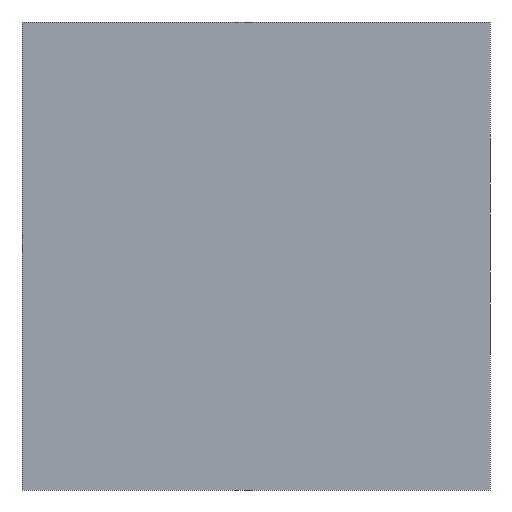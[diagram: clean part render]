
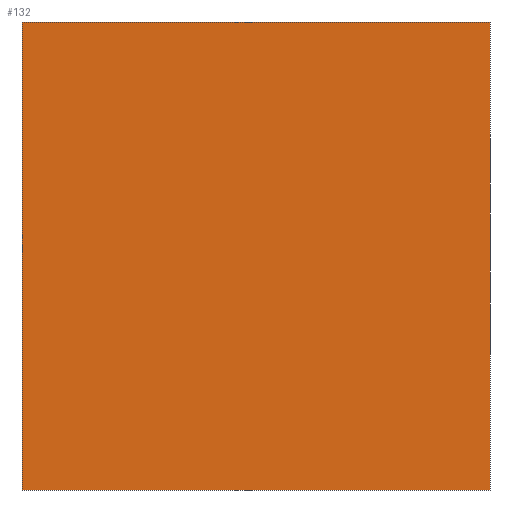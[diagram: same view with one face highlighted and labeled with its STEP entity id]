
A CAD part, left-side view. The second image highlights one B-rep face of the part: STEP entity #132.
In plain terms, the highlighted planar face has unit normal (-1, 0, 0).
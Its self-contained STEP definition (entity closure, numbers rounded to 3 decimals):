
#132=ADVANCED_FACE('',(#157),#147,.T.);
#147=PLANE('',#335);
#157=FACE_OUTER_BOUND('',#164,.T.);
#164=EDGE_LOOP('',(#187,#188,#189,#190));
#187=ORIENTED_EDGE('',*,*,#264,.F.);
#188=ORIENTED_EDGE('',*,*,#265,.F.);
#189=ORIENTED_EDGE('',*,*,#266,.T.);
#190=ORIENTED_EDGE('',*,*,#267,.T.);
#243=VERTEX_POINT('',#426);
#244=VERTEX_POINT('',#427);
#245=VERTEX_POINT('',#429);
#246=VERTEX_POINT('',#431);
#264=EDGE_CURVE('',#243,#244,#292,.T.);
#265=EDGE_CURVE('',#245,#243,#293,.T.);
#266=EDGE_CURVE('',#245,#246,#294,.T.);
#267=EDGE_CURVE('',#246,#244,#295,.T.);
#292=LINE('',#425,#313);
#293=LINE('',#428,#314);
#294=LINE('',#430,#315);
#295=LINE('',#432,#316);
#313=VECTOR('',#359,1.);
#314=VECTOR('',#360,1.);
#315=VECTOR('',#361,1.);
#316=VECTOR('',#362,1.);
#335=AXIS2_PLACEMENT_3D('',#433,#363,#364);
#359=DIRECTION('',(0.,-1.,0.));
#360=DIRECTION('',(0.,0.,1.));
#361=DIRECTION('',(0.,-1.,0.));
#362=DIRECTION('',(0.,0.,1.));
#363=DIRECTION('',(-1.,0.,0.));
#364=DIRECTION('',(0.,0.,1.));
#425=CARTESIAN_POINT('',(0.,18.,18.));
#426=CARTESIAN_POINT('',(0.,18.,18.));
#427=CARTESIAN_POINT('',(0.,0.,18.));
#428=CARTESIAN_POINT('',(0.,18.,0.));
#429=CARTESIAN_POINT('',(0.,18.,0.));
#430=CARTESIAN_POINT('',(0.,18.,0.));
#431=CARTESIAN_POINT('',(0.,0.,0.));
#432=CARTESIAN_POINT('',(0.,0.,0.));
#433=CARTESIAN_POINT('',(0.,18.,0.));
